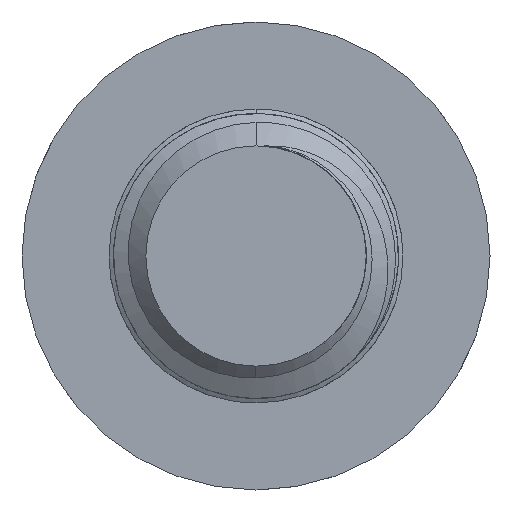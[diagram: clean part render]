
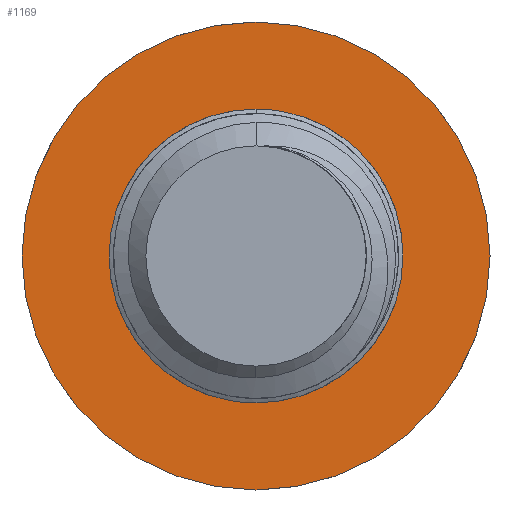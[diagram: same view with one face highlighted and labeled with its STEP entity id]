
A CAD part, left-side view. The second image highlights one B-rep face of the part: STEP entity #1169.
In plain terms, the highlighted planar face has unit normal (-1, 0, 0).
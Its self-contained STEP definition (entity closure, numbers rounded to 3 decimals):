
#11 = EDGE_CURVE ( 'NONE', #1580, #2019, #2530, .T. ) ;
#17 = DIRECTION ( 'NONE',  ( 0., 0., -1. ) ) ;
#62 = DIRECTION ( 'NONE',  ( 1., 0., 0. ) ) ;
#86 = DIRECTION ( 'NONE',  ( 1., 0., 0. ) ) ;
#141 = VERTEX_POINT ( 'NONE', #454 ) ;
#162 = CARTESIAN_POINT ( 'NONE',  ( 129., 0., -5.982 ) ) ;
#234 = DIRECTION ( 'NONE',  ( 0., 0., -1. ) ) ;
#282 = AXIS2_PLACEMENT_3D ( 'NONE', #1053, #62, #516 ) ;
#364 = CIRCLE ( 'NONE', #282, 5.982 ) ;
#454 = CARTESIAN_POINT ( 'NONE',  ( 129., 0., 9.525 ) ) ;
#516 = DIRECTION ( 'NONE',  ( 0., 0., -1. ) ) ;
#608 = CIRCLE ( 'NONE', #1865, 9.525 ) ;
#638 = DIRECTION ( 'NONE',  ( 0., 0., -1. ) ) ;
#685 = EDGE_LOOP ( 'NONE', ( #1422, #1170 ) ) ;
#687 = EDGE_CURVE ( 'NONE', #141, #1616, #1990, .T. ) ;
#738 = AXIS2_PLACEMENT_3D ( 'NONE', #1646, #86, #234 ) ;
#817 = FACE_OUTER_BOUND ( 'NONE', #685, .T. ) ;
#892 = AXIS2_PLACEMENT_3D ( 'NONE', #996, #1925, #17 ) ;
#967 = ORIENTED_EDGE ( 'NONE', *, *, #11, .T. ) ;
#996 = CARTESIAN_POINT ( 'NONE',  ( 129., 0., 0. ) ) ;
#1053 = CARTESIAN_POINT ( 'NONE',  ( 129., 0., 0. ) ) ;
#1167 = EDGE_LOOP ( 'NONE', ( #1774, #967 ) ) ;
#1169 = ADVANCED_FACE ( 'NONE', ( #2368, #817 ), #1382, .F. ) ;
#1170 = ORIENTED_EDGE ( 'NONE', *, *, #1368, .F. ) ;
#1368 = EDGE_CURVE ( 'NONE', #1616, #141, #608, .T. ) ;
#1382 = PLANE ( 'NONE',  #892 ) ;
#1422 = ORIENTED_EDGE ( 'NONE', *, *, #687, .F. ) ;
#1560 = CARTESIAN_POINT ( 'NONE',  ( 129., 0., 0. ) ) ;
#1580 = VERTEX_POINT ( 'NONE', #162 ) ;
#1616 = VERTEX_POINT ( 'NONE', #1886 ) ;
#1646 = CARTESIAN_POINT ( 'NONE',  ( 129., 0., 0. ) ) ;
#1753 = DIRECTION ( 'NONE',  ( 1., 0., 0. ) ) ;
#1774 = ORIENTED_EDGE ( 'NONE', *, *, #2145, .T. ) ;
#1789 = DIRECTION ( 'NONE',  ( 1., 0., 0. ) ) ;
#1865 = AXIS2_PLACEMENT_3D ( 'NONE', #2324, #1789, #638 ) ;
#1886 = CARTESIAN_POINT ( 'NONE',  ( 129., 0., -9.525 ) ) ;
#1925 = DIRECTION ( 'NONE',  ( 1., 0., 0. ) ) ;
#1990 = CIRCLE ( 'NONE', #2320, 9.525 ) ;
#2019 = VERTEX_POINT ( 'NONE', #2460 ) ;
#2145 = EDGE_CURVE ( 'NONE', #2019, #1580, #364, .T. ) ;
#2320 = AXIS2_PLACEMENT_3D ( 'NONE', #1560, #1753, #2532 ) ;
#2324 = CARTESIAN_POINT ( 'NONE',  ( 129., 0., 0. ) ) ;
#2368 = FACE_BOUND ( 'NONE', #1167, .T. ) ;
#2460 = CARTESIAN_POINT ( 'NONE',  ( 129., 0., 5.982 ) ) ;
#2530 = CIRCLE ( 'NONE', #738, 5.982 ) ;
#2532 = DIRECTION ( 'NONE',  ( 0., 0., -1. ) ) ;
